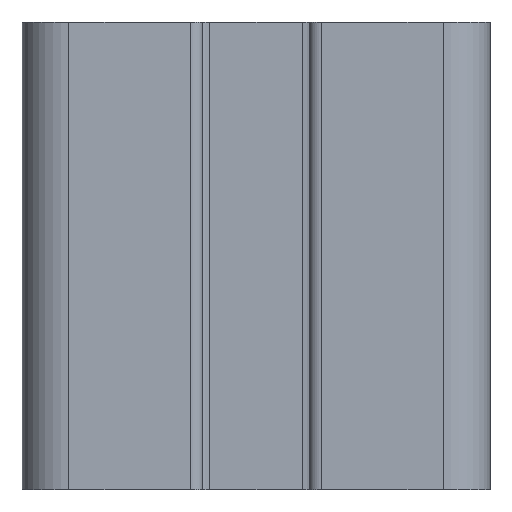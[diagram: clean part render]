
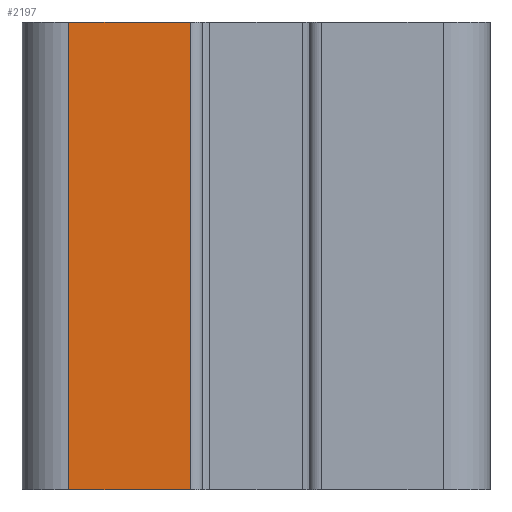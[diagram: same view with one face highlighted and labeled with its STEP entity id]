
A CAD part, left-side view. The second image highlights one B-rep face of the part: STEP entity #2197.
In plain terms, the highlighted planar face has unit normal (-1, 0, 0).
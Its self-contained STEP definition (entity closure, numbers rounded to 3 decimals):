
#76 = EDGE_LOOP ( 'NONE', ( #3780, #5433, #1919, #2548 ) ) ;
#222 = PLANE ( 'NONE',  #258 ) ;
#258 = AXIS2_PLACEMENT_3D ( 'NONE', #7230, #6535, #2139 ) ;
#458 = EDGE_CURVE ( 'NONE', #7807, #3933, #1137, .T. ) ;
#702 = CARTESIAN_POINT ( 'NONE',  ( 212.142, 195.54, 30. ) ) ;
#824 = VECTOR ( 'NONE', #5081, 1000. ) ;
#1042 = EDGE_CURVE ( 'NONE', #3595, #7807, #5819, .T. ) ;
#1137 = LINE ( 'NONE', #3008, #3095 ) ;
#1919 = ORIENTED_EDGE ( 'NONE', *, *, #4298, .F. ) ;
#2139 = DIRECTION ( 'NONE',  ( 0., 0., -1. ) ) ;
#2171 = LINE ( 'NONE', #702, #6918 ) ;
#2197 = ADVANCED_FACE ( 'NONE', ( #8127 ), #222, .F. ) ;
#2205 = CARTESIAN_POINT ( 'NONE',  ( 212.142, 203.34, 0. ) ) ;
#2548 = ORIENTED_EDGE ( 'NONE', *, *, #1042, .T. ) ;
#3008 = CARTESIAN_POINT ( 'NONE',  ( 212.142, 195.54, 0. ) ) ;
#3095 = VECTOR ( 'NONE', #6043, 1000. ) ;
#3352 = CARTESIAN_POINT ( 'NONE',  ( 212.142, 195.54, 0. ) ) ;
#3490 = CARTESIAN_POINT ( 'NONE',  ( 212.142, 203.34, 30. ) ) ;
#3580 = VERTEX_POINT ( 'NONE', #7260 ) ;
#3595 = VERTEX_POINT ( 'NONE', #3490 ) ;
#3780 = ORIENTED_EDGE ( 'NONE', *, *, #458, .T. ) ;
#3881 = CARTESIAN_POINT ( 'NONE',  ( 212.142, 195.54, 30. ) ) ;
#3933 = VERTEX_POINT ( 'NONE', #3352 ) ;
#4298 = EDGE_CURVE ( 'NONE', #3595, #3580, #2171, .T. ) ;
#4434 = VECTOR ( 'NONE', #7581, 1000. ) ;
#5081 = DIRECTION ( 'NONE',  ( 0., 0., -1. ) ) ;
#5433 = ORIENTED_EDGE ( 'NONE', *, *, #6246, .F. ) ;
#5819 = LINE ( 'NONE', #7413, #824 ) ;
#6043 = DIRECTION ( 'NONE',  ( 0., -1., 0. ) ) ;
#6246 = EDGE_CURVE ( 'NONE', #3580, #3933, #7195, .T. ) ;
#6535 = DIRECTION ( 'NONE',  ( 1., 0., 0. ) ) ;
#6918 = VECTOR ( 'NONE', #7616, 1000. ) ;
#7195 = LINE ( 'NONE', #3881, #4434 ) ;
#7230 = CARTESIAN_POINT ( 'NONE',  ( 212.142, 195.54, 30. ) ) ;
#7260 = CARTESIAN_POINT ( 'NONE',  ( 212.142, 195.54, 30. ) ) ;
#7413 = CARTESIAN_POINT ( 'NONE',  ( 212.142, 203.34, 30. ) ) ;
#7581 = DIRECTION ( 'NONE',  ( 0., 0., -1. ) ) ;
#7616 = DIRECTION ( 'NONE',  ( 0., -1., 0. ) ) ;
#7807 = VERTEX_POINT ( 'NONE', #2205 ) ;
#8127 = FACE_OUTER_BOUND ( 'NONE', #76, .T. ) ;
